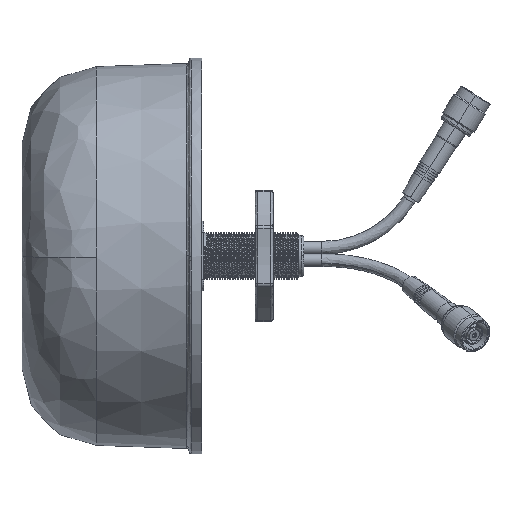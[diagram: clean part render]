
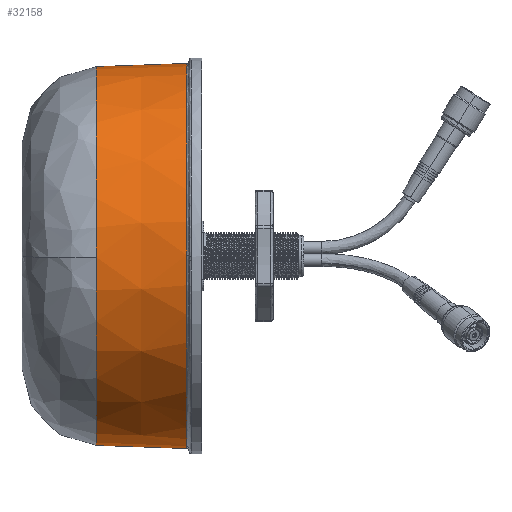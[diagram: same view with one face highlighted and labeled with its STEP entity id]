
A CAD part, left-side view. The second image highlights one B-rep face of the part: STEP entity #32158.
In plain terms, the highlighted conical face has half-angle 2 degrees and reference radius 74.914 mm.
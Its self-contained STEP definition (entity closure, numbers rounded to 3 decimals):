
#119 = DIRECTION ( 'NONE',  ( -1., 0., 0. ) ) ;
#386 = ORIENTED_EDGE ( 'NONE', *, *, #16507, .F. ) ;
#1629 = VERTEX_POINT ( 'NONE', #2451 ) ;
#2067 = ORIENTED_EDGE ( 'NONE', *, *, #31153, .F. ) ;
#2451 = CARTESIAN_POINT ( 'NONE',  ( 0., 2.465, -74.914 ) ) ;
#2644 = CARTESIAN_POINT ( 'NONE',  ( 0., 37.547, 0. ) ) ;
#2855 = CARTESIAN_POINT ( 'NONE',  ( 0., 2.465, -74.914 ) ) ;
#3269 = DIRECTION ( 'NONE',  ( 0., -1., 0. ) ) ;
#3498 = CARTESIAN_POINT ( 'NONE',  ( 0., 2.465, 0. ) ) ;
#3749 = AXIS2_PLACEMENT_3D ( 'NONE', #2644, #13505, #18746 ) ;
#4169 = VERTEX_POINT ( 'NONE', #23883 ) ;
#4904 = CARTESIAN_POINT ( 'NONE',  ( -73.687, 37.547, -0.485 ) ) ;
#5942 = DIRECTION ( 'NONE',  ( 0., 0., -1. ) ) ;
#5974 = EDGE_CURVE ( 'NONE', #12325, #1629, #28269, .T. ) ;
#8313 = CARTESIAN_POINT ( 'NONE',  ( 0., 2.465, 0. ) ) ;
#9123 = AXIS2_PLACEMENT_3D ( 'NONE', #20164, #17335, #14778 ) ;
#9225 = VERTEX_POINT ( 'NONE', #22044 ) ;
#10987 = DIRECTION ( 'NONE',  ( 0., 1., 0. ) ) ;
#11128 = DIRECTION ( 'NONE',  ( -1., 0., 0. ) ) ;
#11334 = EDGE_LOOP ( 'NONE', ( #386, #2067, #34612, #32809, #23109, #25884 ) ) ;
#11778 = VERTEX_POINT ( 'NONE', #28606 ) ;
#11781 = LINE ( 'NONE', #28517, #17150 ) ;
#12143 = CIRCLE ( 'NONE', #9123, 73.689 ) ;
#12325 = VERTEX_POINT ( 'NONE', #21137 ) ;
#13505 = DIRECTION ( 'NONE',  ( 0., 1., 0. ) ) ;
#14660 = VERTEX_POINT ( 'NONE', #4904 ) ;
#14778 = DIRECTION ( 'NONE',  ( -1., 0., -0.007 ) ) ;
#14957 = AXIS2_PLACEMENT_3D ( 'NONE', #8313, #10987, #119 ) ;
#15807 = DIRECTION ( 'NONE',  ( 0., -0.999, -0.035 ) ) ;
#16370 = CARTESIAN_POINT ( 'NONE',  ( 0., 2.465, 0. ) ) ;
#16507 = EDGE_CURVE ( 'NONE', #11778, #9225, #11781, .T. ) ;
#17009 = FACE_OUTER_BOUND ( 'NONE', #11334, .T. ) ;
#17150 = VECTOR ( 'NONE', #33422, 1000. ) ;
#17335 = DIRECTION ( 'NONE',  ( 0., 1., 0. ) ) ;
#18746 = DIRECTION ( 'NONE',  ( -1., 0., -0.007 ) ) ;
#18835 = DIRECTION ( 'NONE',  ( 0., 1., 0. ) ) ;
#19478 = CIRCLE ( 'NONE', #25688, 74.914 ) ;
#20164 = CARTESIAN_POINT ( 'NONE',  ( 0., 37.547, 0. ) ) ;
#20817 = AXIS2_PLACEMENT_3D ( 'NONE', #3498, #3269, #5942 ) ;
#21137 = CARTESIAN_POINT ( 'NONE',  ( 0., 37.547, -73.689 ) ) ;
#22044 = CARTESIAN_POINT ( 'NONE',  ( 0., 2.465, 74.914 ) ) ;
#23109 = ORIENTED_EDGE ( 'NONE', *, *, #29125, .T. ) ;
#23883 = CARTESIAN_POINT ( 'NONE',  ( -74.913, 2.465, 0.372 ) ) ;
#25021 = CONICAL_SURFACE ( 'NONE', #20817, 74.914, 0.035 ) ;
#25317 = CIRCLE ( 'NONE', #3749, 73.689 ) ;
#25688 = AXIS2_PLACEMENT_3D ( 'NONE', #16370, #18835, #11128 ) ;
#25884 = ORIENTED_EDGE ( 'NONE', *, *, #31995, .T. ) ;
#26998 = VECTOR ( 'NONE', #15807, 1000. ) ;
#28269 = LINE ( 'NONE', #2855, #26998 ) ;
#28517 = CARTESIAN_POINT ( 'NONE',  ( 0., 2.465, 74.914 ) ) ;
#28606 = CARTESIAN_POINT ( 'NONE',  ( 0., 37.547, 73.689 ) ) ;
#29125 = EDGE_CURVE ( 'NONE', #1629, #4169, #19478, .T. ) ;
#29673 = CIRCLE ( 'NONE', #14957, 74.914 ) ;
#30465 = EDGE_CURVE ( 'NONE', #12325, #14660, #25317, .T. ) ;
#31153 = EDGE_CURVE ( 'NONE', #14660, #11778, #12143, .T. ) ;
#31995 = EDGE_CURVE ( 'NONE', #4169, #9225, #29673, .T. ) ;
#32158 = ADVANCED_FACE ( 'NONE', ( #17009 ), #25021, .T. ) ;
#32809 = ORIENTED_EDGE ( 'NONE', *, *, #5974, .T. ) ;
#33422 = DIRECTION ( 'NONE',  ( 0., -0.999, 0.035 ) ) ;
#34612 = ORIENTED_EDGE ( 'NONE', *, *, #30465, .F. ) ;
